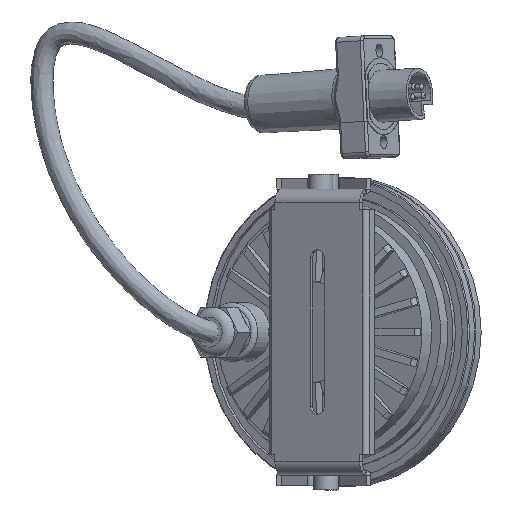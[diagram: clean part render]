
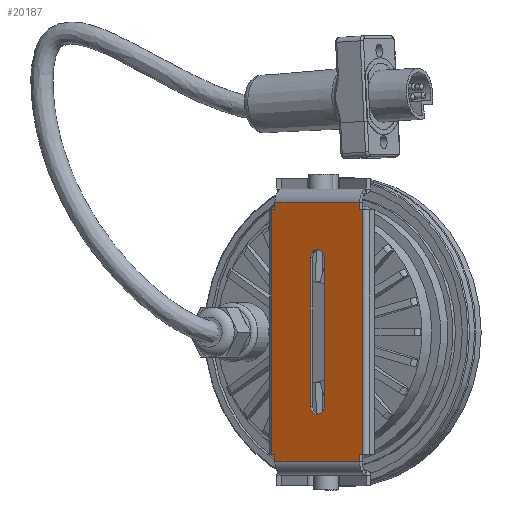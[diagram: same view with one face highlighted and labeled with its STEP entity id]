
A CAD part, left-side view. The second image highlights one B-rep face of the part: STEP entity #20187.
In plain terms, the highlighted face is planar.
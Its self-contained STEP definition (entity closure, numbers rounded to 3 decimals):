
#676=CIRCLE('',#21919,3.25);
#677=CIRCLE('',#21922,3.25);
#1044=FACE_BOUND('',#3817,.T.);
#1581=PLANE('',#21923);
#2595=FACE_OUTER_BOUND('',#3816,.T.);
#3816=EDGE_LOOP('',(#17125,#17126,#17127,#17128,#17129,#17130,#17131,#17132,
#17133,#17134,#17135,#17136));
#3817=EDGE_LOOP('',(#17137,#17138,#17139,#17140));
#5480=LINE('',#35022,#7496);
#5482=LINE('',#35028,#7498);
#5486=LINE('',#35036,#7502);
#5499=LINE('',#35065,#7515);
#5502=LINE('',#35073,#7518);
#5504=LINE('',#35079,#7520);
#5505=LINE('',#35081,#7521);
#5506=LINE('',#35083,#7522);
#5507=LINE('',#35085,#7523);
#5508=LINE('',#35087,#7524);
#5509=LINE('',#35089,#7525);
#5510=LINE('',#35090,#7526);
#5511=LINE('',#35092,#7527);
#5512=LINE('',#35093,#7528);
#7496=VECTOR('',#25899,3.);
#7498=VECTOR('',#25903,3.);
#7502=VECTOR('',#25909,1.5);
#7515=VECTOR('',#25930,60.);
#7518=VECTOR('',#25939,60.);
#7520=VECTOR('',#25947,40.);
#7521=VECTOR('',#25948,3.);
#7522=VECTOR('',#25949,1.5);
#7523=VECTOR('',#25950,98.8);
#7524=VECTOR('',#25951,1.5);
#7525=VECTOR('',#25952,3.);
#7526=VECTOR('',#25953,40.);
#7527=VECTOR('',#25954,1.5);
#7528=VECTOR('',#25955,98.8);
#9768=VERTEX_POINT('',#35014);
#9770=VERTEX_POINT('',#35019);
#9772=VERTEX_POINT('',#35025);
#9773=VERTEX_POINT('',#35027);
#9776=VERTEX_POINT('',#35035);
#9787=VERTEX_POINT('',#35062);
#9788=VERTEX_POINT('',#35064);
#9789=VERTEX_POINT('',#35068);
#9790=VERTEX_POINT('',#35072);
#9791=VERTEX_POINT('',#35078);
#9792=VERTEX_POINT('',#35080);
#9793=VERTEX_POINT('',#35082);
#9794=VERTEX_POINT('',#35084);
#9795=VERTEX_POINT('',#35086);
#9796=VERTEX_POINT('',#35088);
#9797=VERTEX_POINT('',#35091);
#12323=EDGE_CURVE('',#9768,#9770,#5480,.T.);
#12325=EDGE_CURVE('',#9772,#9773,#5482,.T.);
#12329=EDGE_CURVE('',#9770,#9776,#5486,.T.);
#12344=EDGE_CURVE('',#9787,#9788,#5499,.T.);
#12346=EDGE_CURVE('',#9788,#9789,#676,.T.);
#12348=EDGE_CURVE('',#9789,#9790,#5502,.T.);
#12350=EDGE_CURVE('',#9790,#9787,#677,.T.);
#12351=EDGE_CURVE('',#9791,#9768,#5504,.T.);
#12352=EDGE_CURVE('',#9792,#9791,#5505,.T.);
#12353=EDGE_CURVE('',#9793,#9792,#5506,.T.);
#12354=EDGE_CURVE('',#9794,#9793,#5507,.T.);
#12355=EDGE_CURVE('',#9795,#9794,#5508,.T.);
#12356=EDGE_CURVE('',#9796,#9795,#5509,.T.);
#12357=EDGE_CURVE('',#9796,#9773,#5510,.T.);
#12358=EDGE_CURVE('',#9797,#9772,#5511,.T.);
#12359=EDGE_CURVE('',#9776,#9797,#5512,.T.);
#17125=ORIENTED_EDGE('',*,*,#12323,.F.);
#17126=ORIENTED_EDGE('',*,*,#12351,.F.);
#17127=ORIENTED_EDGE('',*,*,#12352,.F.);
#17128=ORIENTED_EDGE('',*,*,#12353,.F.);
#17129=ORIENTED_EDGE('',*,*,#12354,.F.);
#17130=ORIENTED_EDGE('',*,*,#12355,.F.);
#17131=ORIENTED_EDGE('',*,*,#12356,.F.);
#17132=ORIENTED_EDGE('',*,*,#12357,.T.);
#17133=ORIENTED_EDGE('',*,*,#12325,.F.);
#17134=ORIENTED_EDGE('',*,*,#12358,.F.);
#17135=ORIENTED_EDGE('',*,*,#12359,.F.);
#17136=ORIENTED_EDGE('',*,*,#12329,.F.);
#17137=ORIENTED_EDGE('',*,*,#12344,.F.);
#17138=ORIENTED_EDGE('',*,*,#12350,.F.);
#17139=ORIENTED_EDGE('',*,*,#12348,.F.);
#17140=ORIENTED_EDGE('',*,*,#12346,.F.);
#20187=ADVANCED_FACE('',(#2595,#1044),#1581,.F.);
#21919=AXIS2_PLACEMENT_3D('',#35069,#25934,#25935);
#21922=AXIS2_PLACEMENT_3D('',#35076,#25943,#25944);
#21923=AXIS2_PLACEMENT_3D('',#35077,#25945,#25946);
#25899=DIRECTION('',(-1.,0.,0.));
#25903=DIRECTION('',(-1.,0.,0.));
#25909=DIRECTION('',(0.,1.,0.));
#25930=DIRECTION('',(1.,0.,0.));
#25934=DIRECTION('center_axis',(0.,0.,-1.));
#25935=DIRECTION('ref_axis',(0.,1.,0.));
#25939=DIRECTION('',(-1.,0.,0.));
#25943=DIRECTION('center_axis',(0.,0.,-1.));
#25944=DIRECTION('ref_axis',(0.,-1.,0.));
#25945=DIRECTION('center_axis',(0.,0.,1.));
#25946=DIRECTION('ref_axis',(1.,0.,0.));
#25947=DIRECTION('',(0.,1.,0.));
#25948=DIRECTION('',(1.,0.,0.));
#25949=DIRECTION('',(0.,1.,0.));
#25950=DIRECTION('',(1.,0.,0.));
#25951=DIRECTION('',(0.,-1.,0.));
#25952=DIRECTION('',(1.,0.,0.));
#25953=DIRECTION('',(0.,1.,0.));
#25954=DIRECTION('',(0.,-1.,0.));
#25955=DIRECTION('',(-1.,0.,0.));
#35014=CARTESIAN_POINT('',(52.4,20.,0.));
#35019=CARTESIAN_POINT('',(49.4,20.,0.));
#35022=CARTESIAN_POINT('',(52.4,20.,0.));
#35025=CARTESIAN_POINT('',(-49.4,20.,0.));
#35027=CARTESIAN_POINT('',(-52.4,20.,0.));
#35028=CARTESIAN_POINT('',(-49.4,20.,0.));
#35035=CARTESIAN_POINT('',(49.4,21.5,0.));
#35036=CARTESIAN_POINT('',(49.4,20.,0.));
#35062=CARTESIAN_POINT('',(-30.,3.25,0.));
#35064=CARTESIAN_POINT('',(30.,3.25,0.));
#35065=CARTESIAN_POINT('',(-30.,3.25,0.));
#35068=CARTESIAN_POINT('',(30.,-3.25,0.));
#35069=CARTESIAN_POINT('Origin',(30.,0.,0.));
#35072=CARTESIAN_POINT('',(-30.,-3.25,0.));
#35073=CARTESIAN_POINT('',(30.,-3.25,0.));
#35076=CARTESIAN_POINT('Origin',(-30.,0.,0.));
#35077=CARTESIAN_POINT('Origin',(0.,0.,0.));
#35078=CARTESIAN_POINT('',(52.4,-20.,0.));
#35079=CARTESIAN_POINT('',(52.4,-20.,0.));
#35080=CARTESIAN_POINT('',(49.4,-20.,0.));
#35081=CARTESIAN_POINT('',(49.4,-20.,0.));
#35082=CARTESIAN_POINT('',(49.4,-21.5,0.));
#35083=CARTESIAN_POINT('',(49.4,-21.5,0.));
#35084=CARTESIAN_POINT('',(-49.4,-21.5,0.));
#35085=CARTESIAN_POINT('',(-49.4,-21.5,0.));
#35086=CARTESIAN_POINT('',(-49.4,-20.,0.));
#35087=CARTESIAN_POINT('',(-49.4,-20.,0.));
#35088=CARTESIAN_POINT('',(-52.4,-20.,0.));
#35089=CARTESIAN_POINT('',(-52.4,-20.,0.));
#35090=CARTESIAN_POINT('',(-52.4,-20.,0.));
#35091=CARTESIAN_POINT('',(-49.4,21.5,0.));
#35092=CARTESIAN_POINT('',(-49.4,21.5,0.));
#35093=CARTESIAN_POINT('',(49.4,21.5,0.));
